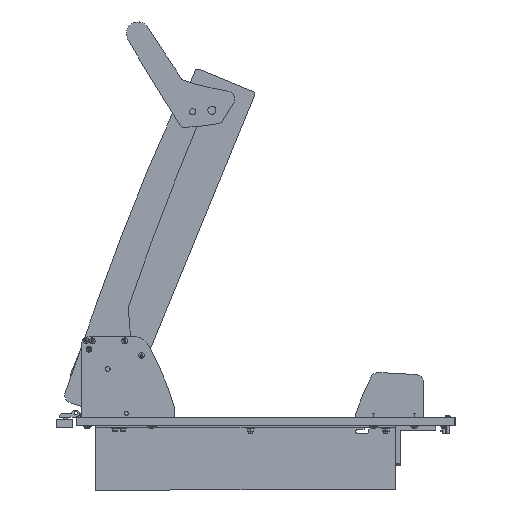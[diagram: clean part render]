
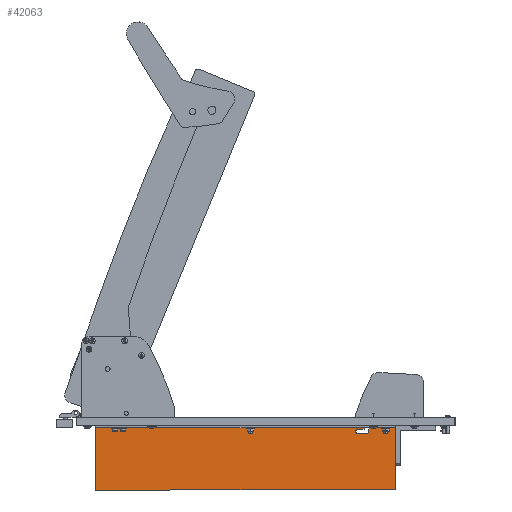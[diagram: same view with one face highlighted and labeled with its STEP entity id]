
A CAD part, left-side view. The second image highlights one B-rep face of the part: STEP entity #42063.
In plain terms, the highlighted planar face has unit normal (-1, 0, 0).
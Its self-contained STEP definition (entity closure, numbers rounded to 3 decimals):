
#749 = LINE ( 'NONE', #1053, #22972 ) ;
#1017 = VERTEX_POINT ( 'NONE', #51743 ) ;
#1053 = CARTESIAN_POINT ( 'NONE',  ( -3., -3., 147. ) ) ;
#1644 = CARTESIAN_POINT ( 'NONE',  ( -3., -3., 186. ) ) ;
#2722 = CARTESIAN_POINT ( 'NONE',  ( -3., -4.8, 139. ) ) ;
#3473 = ORIENTED_EDGE ( 'NONE', *, *, #13494, .T. ) ;
#3691 = EDGE_CURVE ( 'NONE', #34107, #46134, #37625, .T. ) ;
#4378 = VECTOR ( 'NONE', #52144, 1000. ) ;
#4503 = VERTEX_POINT ( 'NONE', #40410 ) ;
#5553 = DIRECTION ( 'NONE',  ( 0., 0., -1. ) ) ;
#5947 = ORIENTED_EDGE ( 'NONE', *, *, #30978, .T. ) ;
#5957 = AXIS2_PLACEMENT_3D ( 'NONE', #36359, #50707, #59869 ) ;
#5978 = CARTESIAN_POINT ( 'NONE',  ( -3., -3., 186. ) ) ;
#6784 = EDGE_CURVE ( 'NONE', #1017, #17213, #13667, .T. ) ;
#7179 = CIRCLE ( 'NONE', #12952, 2.5 ) ;
#7289 = EDGE_LOOP ( 'NONE', ( #27008, #5947, #40305, #3473, #30006, #42624, #57689, #53771, #33348, #58795, #25136, #39847 ) ) ;
#7980 = DIRECTION ( 'NONE',  ( 0., -1., 0. ) ) ;
#8080 = PLANE ( 'NONE',  #5957 ) ;
#8421 = VERTEX_POINT ( 'NONE', #9064 ) ;
#8710 = CARTESIAN_POINT ( 'NONE',  ( -3., -4.8, 147. ) ) ;
#9064 = CARTESIAN_POINT ( 'NONE',  ( -3., -9.8, 139. ) ) ;
#9260 = DIRECTION ( 'NONE',  ( 1., 0., 0. ) ) ;
#10504 = DIRECTION ( 'NONE',  ( 0., 1., 0. ) ) ;
#10733 = DIRECTION ( 'NONE',  ( 1., 0., 0. ) ) ;
#12952 = AXIS2_PLACEMENT_3D ( 'NONE', #52741, #29214, #15509 ) ;
#13494 = EDGE_CURVE ( 'NONE', #17213, #33516, #23287, .T. ) ;
#13667 = LINE ( 'NONE', #55766, #34759 ) ;
#15171 = LINE ( 'NONE', #25532, #54542 ) ;
#15260 = AXIS2_PLACEMENT_3D ( 'NONE', #20732, #10733, #38723 ) ;
#15375 = VECTOR ( 'NONE', #16947, 1000. ) ;
#15509 = DIRECTION ( 'NONE',  ( 0., 1., 0. ) ) ;
#16947 = DIRECTION ( 'NONE',  ( 0., -1., 0. ) ) ;
#17213 = VERTEX_POINT ( 'NONE', #56726 ) ;
#18155 = CARTESIAN_POINT ( 'NONE',  ( -3., -3., 153. ) ) ;
#18611 = LINE ( 'NONE', #19503, #4378 ) ;
#19503 = CARTESIAN_POINT ( 'NONE',  ( -3., -9.8, 186. ) ) ;
#20732 = CARTESIAN_POINT ( 'NONE',  ( -3., -7.3, 139. ) ) ;
#20814 = VECTOR ( 'NONE', #41930, 1000. ) ;
#22205 = DIRECTION ( 'NONE',  ( 0., 0., -1. ) ) ;
#22972 = VECTOR ( 'NONE', #10504, 1000. ) ;
#23123 = EDGE_CURVE ( 'NONE', #46134, #56759, #45915, .T. ) ;
#23287 = LINE ( 'NONE', #33607, #57533 ) ;
#23517 = CARTESIAN_POINT ( 'NONE',  ( -3., -7.3, 150.5 ) ) ;
#25136 = ORIENTED_EDGE ( 'NONE', *, *, #31494, .T. ) ;
#25293 = VERTEX_POINT ( 'NONE', #8710 ) ;
#25532 = CARTESIAN_POINT ( 'NONE',  ( -3., -4.8, 186. ) ) ;
#27008 = ORIENTED_EDGE ( 'NONE', *, *, #34917, .T. ) ;
#28142 = DIRECTION ( 'NONE',  ( 0., -1., 0. ) ) ;
#28385 = EDGE_CURVE ( 'NONE', #31830, #53071, #7179, .T. ) ;
#28817 = CARTESIAN_POINT ( 'NONE',  ( -3., -80., -186. ) ) ;
#29214 = DIRECTION ( 'NONE',  ( 1., 0., 0. ) ) ;
#29252 = AXIS2_PLACEMENT_3D ( 'NONE', #23517, #9260, #51894 ) ;
#29561 = EDGE_CURVE ( 'NONE', #4503, #8421, #18611, .T. ) ;
#30006 = ORIENTED_EDGE ( 'NONE', *, *, #51723, .F. ) ;
#30495 = CARTESIAN_POINT ( 'NONE',  ( -3., -7.3, 153. ) ) ;
#30978 = EDGE_CURVE ( 'NONE', #25293, #1017, #749, .T. ) ;
#31494 = EDGE_CURVE ( 'NONE', #8421, #31830, #33754, .T. ) ;
#31830 = VERTEX_POINT ( 'NONE', #57610 ) ;
#33348 = ORIENTED_EDGE ( 'NONE', *, *, #42084, .T. ) ;
#33516 = VERTEX_POINT ( 'NONE', #28817 ) ;
#33607 = CARTESIAN_POINT ( 'NONE',  ( -3., -3., -186. ) ) ;
#33754 = CIRCLE ( 'NONE', #15260, 2.5 ) ;
#34107 = VERTEX_POINT ( 'NONE', #1644 ) ;
#34759 = VECTOR ( 'NONE', #22205, 1000. ) ;
#34917 = EDGE_CURVE ( 'NONE', #53071, #25293, #15171, .T. ) ;
#36359 = CARTESIAN_POINT ( 'NONE',  ( -3., -3., 186. ) ) ;
#37625 = LINE ( 'NONE', #5978, #20814 ) ;
#38111 = CARTESIAN_POINT ( 'NONE',  ( -3., -80., 186. ) ) ;
#38376 = VECTOR ( 'NONE', #7980, 1000. ) ;
#38723 = DIRECTION ( 'NONE',  ( 0., 1., 0. ) ) ;
#39847 = ORIENTED_EDGE ( 'NONE', *, *, #28385, .T. ) ;
#40305 = ORIENTED_EDGE ( 'NONE', *, *, #6784, .T. ) ;
#40410 = CARTESIAN_POINT ( 'NONE',  ( -3., -9.8, 150.5 ) ) ;
#41930 = DIRECTION ( 'NONE',  ( 0., 0., -1. ) ) ;
#42063 = ADVANCED_FACE ( 'NONE', ( #49806 ), #8080, .F. ) ;
#42084 = EDGE_CURVE ( 'NONE', #56759, #4503, #55614, .T. ) ;
#42624 = ORIENTED_EDGE ( 'NONE', *, *, #51945, .F. ) ;
#45915 = LINE ( 'NONE', #18155, #15375 ) ;
#46134 = VERTEX_POINT ( 'NONE', #46833 ) ;
#46833 = CARTESIAN_POINT ( 'NONE',  ( -3., -3., 153. ) ) ;
#47119 = VECTOR ( 'NONE', #5553, 1000. ) ;
#47583 = LINE ( 'NONE', #56449, #47119 ) ;
#49393 = CARTESIAN_POINT ( 'NONE',  ( -3., -3., 186. ) ) ;
#49806 = FACE_OUTER_BOUND ( 'NONE', #7289, .T. ) ;
#50707 = DIRECTION ( 'NONE',  ( 1., 0., 0. ) ) ;
#51660 = VERTEX_POINT ( 'NONE', #38111 ) ;
#51723 = EDGE_CURVE ( 'NONE', #51660, #33516, #47583, .T. ) ;
#51743 = CARTESIAN_POINT ( 'NONE',  ( -3., -3., 147. ) ) ;
#51894 = DIRECTION ( 'NONE',  ( 0., 1., 0. ) ) ;
#51945 = EDGE_CURVE ( 'NONE', #34107, #51660, #53996, .T. ) ;
#52144 = DIRECTION ( 'NONE',  ( 0., 0., -1. ) ) ;
#52741 = CARTESIAN_POINT ( 'NONE',  ( -3., -7.3, 139. ) ) ;
#53071 = VERTEX_POINT ( 'NONE', #2722 ) ;
#53771 = ORIENTED_EDGE ( 'NONE', *, *, #23123, .T. ) ;
#53996 = LINE ( 'NONE', #49393, #38376 ) ;
#54542 = VECTOR ( 'NONE', #57907, 1000. ) ;
#55614 = CIRCLE ( 'NONE', #29252, 2.5 ) ;
#55766 = CARTESIAN_POINT ( 'NONE',  ( -3., -3., 186. ) ) ;
#56449 = CARTESIAN_POINT ( 'NONE',  ( -3., -80., 186. ) ) ;
#56726 = CARTESIAN_POINT ( 'NONE',  ( -3., -3., -186. ) ) ;
#56759 = VERTEX_POINT ( 'NONE', #30495 ) ;
#57533 = VECTOR ( 'NONE', #28142, 1000. ) ;
#57610 = CARTESIAN_POINT ( 'NONE',  ( -3., -7.3, 136.5 ) ) ;
#57689 = ORIENTED_EDGE ( 'NONE', *, *, #3691, .T. ) ;
#57907 = DIRECTION ( 'NONE',  ( 0., 0., 1. ) ) ;
#58795 = ORIENTED_EDGE ( 'NONE', *, *, #29561, .T. ) ;
#59869 = DIRECTION ( 'NONE',  ( 0., 1., 0. ) ) ;
